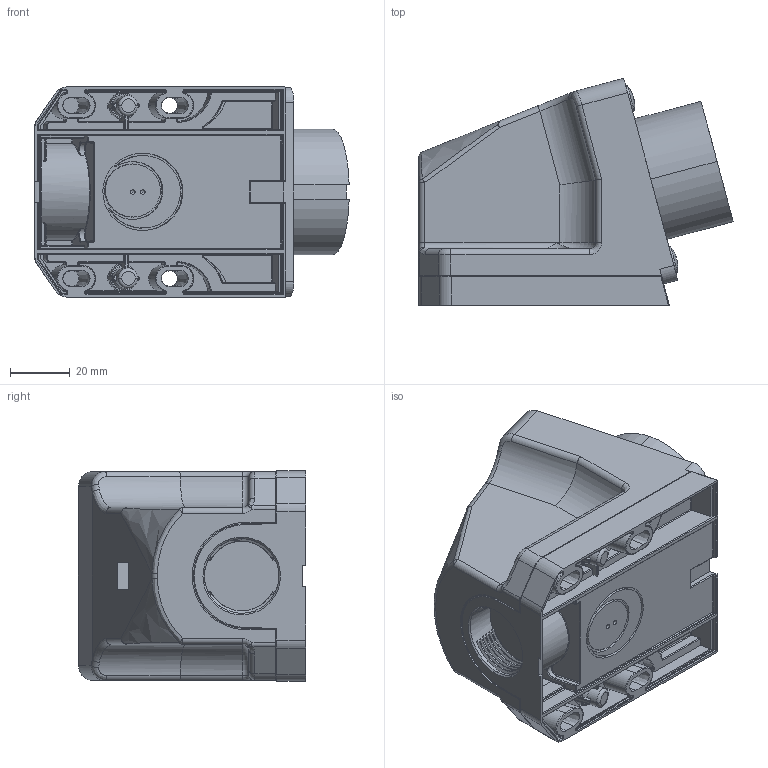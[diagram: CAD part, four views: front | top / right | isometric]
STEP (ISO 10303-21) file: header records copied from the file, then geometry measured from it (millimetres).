
FILE_DESCRIPTION (( 'STEP AP203' ), '1' );
FILE_NAME ('593-12v.STEP', '2022-09-27T07:48:08', ( '' ), ( '' ), 'SwSTEP 2.0', 'SolidWorks 2021', '' );
FILE_SCHEMA (( 'CONFIG_CONTROL_DESIGN' ));
Length unit declared in the file: millimetre
Products named in the file (1): 593-12v
Bounding box: 105.36 x 76.13 x 70.5 mm (x, y, z)
Volume: 280042.7 mm3; surface area: 48133.4 mm2
Topology: 1 solids, 5 shells, 1201 faces, 3068 edges, 1890 vertices
Faces by surface type: plane 482, cylinder 394, bspline 179, torus 89, sphere 39, cone 18
Entity records: 52651 total; most frequent: CARTESIAN_POINT 26309, ORIENTED_EDGE 6086, DIRECTION 4861, EDGE_CURVE 3043, VERTEX_POINT 1886, AXIS2_PLACEMENT_3D 1721, LINE 1419, VECTOR 1419
